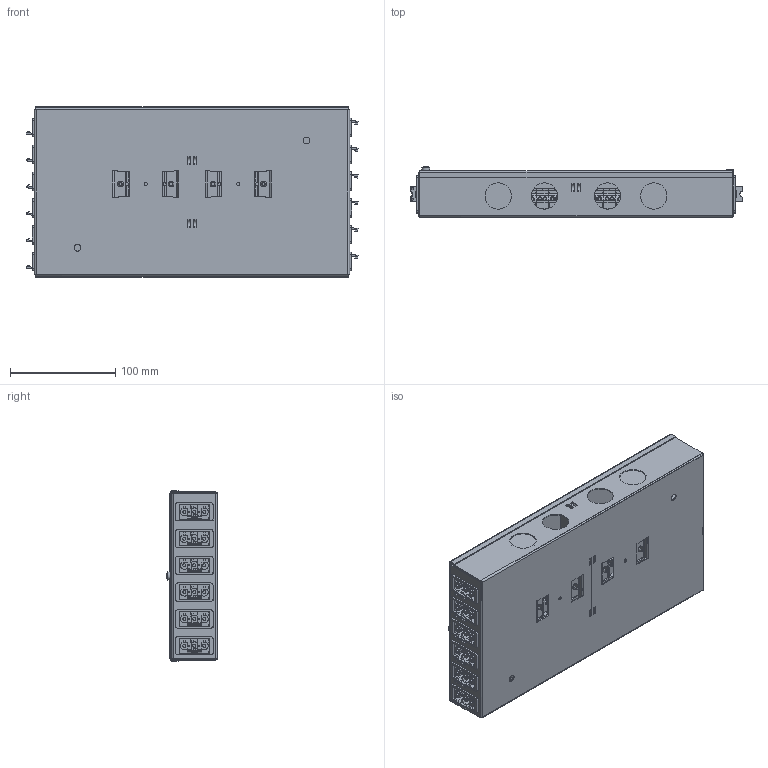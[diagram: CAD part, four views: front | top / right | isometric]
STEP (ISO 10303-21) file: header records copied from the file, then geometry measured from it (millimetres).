
FILE_DESCRIPTION (( 'STEP AP214' ), '1' );
FILE_NAME ('6108010.stp', '2017-07-14T12:27:51', ( '' ), ( '' ), 'SwSTEP 2.0', 'SolidWorks 2016', '' );
FILE_SCHEMA (( 'AUTOMOTIVE_DESIGN' ));
Length unit declared in the file: millimetre
Products named in the file (27): P_39440516_1_weiá, Code 1; P_39440516_1_schwarz, Code 1; 42827D_Standard; P_39440524_1_Standard; P_42439JG_2_Ansch. Erde; P_39440524_2_ohne Pin; P_42439HG_2_Standard; P_39440524_2_mit Pin; P_42439GP_3_Ansch. L3; 35104466_Standard; P_42439GP_3_Ansch. L2; 43829_43829B; P_42439GP_3_Standard; 43828_43828B; P_39440508_1_weiá, 39440512; P_39440508_1_schwarz, 39440508; 6108010; P_42439HG_1_Standard; P_42439JG_1_UVS Standard PE-Anschluss; P_42439GP_2_Ansch. L3; P_42439GP_2_Ansch. L2; P_42439GP_2_Standard; 42439GH_Br…ke Erde; 42439GH_Br…ke N; 42439GH_98ø; 42439GH_90ø; 42439GH_82ø
Assembly tree (71 placements, depth 3):
  6108010
    43828_43828B
    43829_43829B
    35104466_Standard
    P_39440524_1_Standard  x2
      P_39440524_2_mit Pin
      P_39440524_2_ohne Pin
    P_39440516_1_schwarz, Code 1  x6
    P_39440516_1_weiá, Code 1  x6
    42439GH_82ø  x2
    42439GH_90ø  x2
    42439GH_98ø  x2
    42439GH_Br…ke N  x10
    42439GH_Br…ke Erde  x10
    P_42439GP_2_Standard
    P_42439GP_2_Ansch. L2
    P_42439GP_2_Ansch. L3
    P_42439JG_1_UVS Standard PE-Anschluss
    P_42439HG_1_Standard
    P_39440508_1_schwarz, 39440508  x6
    P_39440508_1_weiá, 39440512  x6
    P_42439GP_3_Standard
    P_42439GP_3_Ansch. L2
    P_42439GP_3_Ansch. L3
    P_42439HG_2_Standard
    P_42439JG_2_Ansch. Erde
    42827D_Standard
Bounding box: 316 x 48.09 x 162.5 mm (x, y, z)
Volume: 363096.2 mm3; surface area: 503638.2 mm2
Topology: 126 solids, 126 shells, 7189 faces, 19009 edges, 12334 vertices
Faces by surface type: plane 5484, cylinder 1263, torus 208, bspline 120, cone 114
Entity records: 60620 total; most frequent: CARTESIAN_POINT 12770, ORIENTED_EDGE 9218, DIRECTION 8940, EDGE_CURVE 4609, VECTOR 3370, LINE 3370, VERTEX_POINT 2936, AXIS2_PLACEMENT_3D 2785
